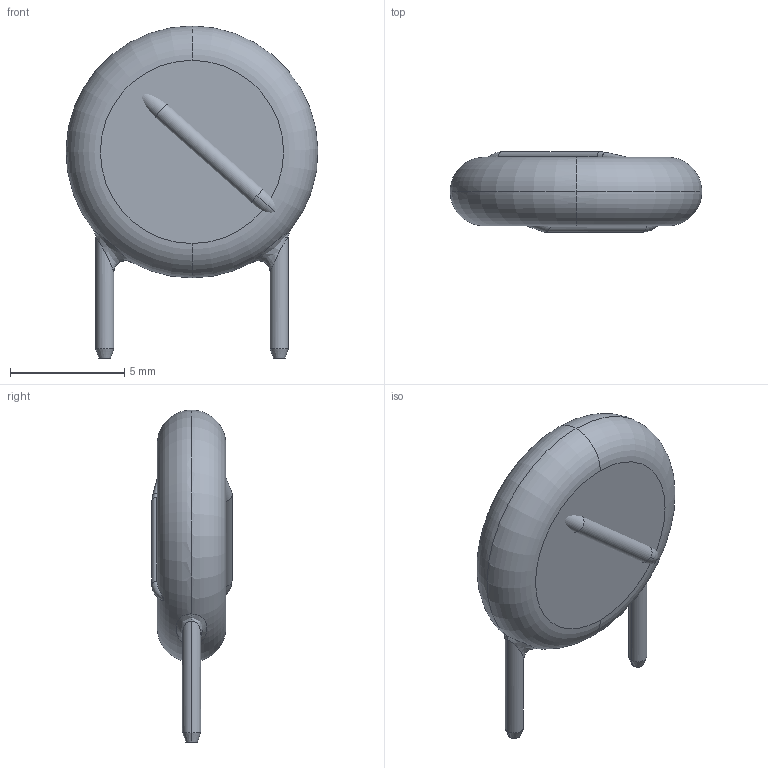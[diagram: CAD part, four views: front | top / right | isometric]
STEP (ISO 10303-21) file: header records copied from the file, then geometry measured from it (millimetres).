
FILE_DESCRIPTION (( 'STEP AP214' ), '1' );
FILE_NAME ('SW3dPS-JVR10N331k_vertical-1.STEP', '2009-07-06T06:42:23', ( 'sysAdmin' ), ( 'SolidWorks' ), 'SwSTEP 2.0', 'SolidWorks 2009', '' );
FILE_SCHEMA (( 'AUTOMOTIVE_DESIGN' ));
Length unit declared in the file: millimetre
Products named in the file (1): SW3dPS-JVR10N331k_vertical-1
Bounding box: 11 x 3.51 x 14.5 mm (x, y, z)
Volume: 264.5 mm3; surface area: 299.6 mm2
Topology: 2 solids, 2 shells, 39 faces, 89 edges, 54 vertices
Faces by surface type: cylinder 16, torus 9, plane 6, cone 4, bspline 4
Entity records: 1957 total; most frequent: CARTESIAN_POINT 624, DIRECTION 192, ORIENTED_EDGE 176, EDGE_CURVE 88, AXIS2_PLACEMENT_3D 86, VERTEX_POINT 54, CIRCLE 50, UNCERTAINTY_MEASURE_WITH_UNIT 43
